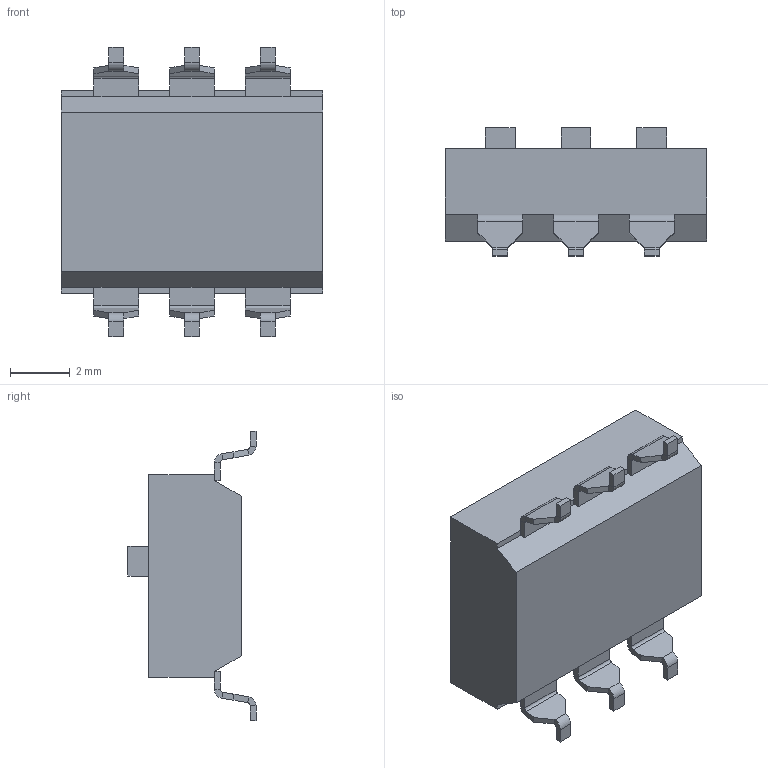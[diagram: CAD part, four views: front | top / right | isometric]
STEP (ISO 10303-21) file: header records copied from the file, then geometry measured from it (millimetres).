
FILE_DESCRIPTION (( 'STEP AP214' ), '1' );
FILE_NAME ('KLS7-KL-03.STEP', '2024-01-31T14:14:26', ( '' ), ( '' ), 'SwSTEP 2.0', 'SolidWorks 2023', '' );
FILE_SCHEMA (( 'AUTOMOTIVE_DESIGN' ));
Length unit declared in the file: millimetre
Products named in the file (1): KLS7-KL-03
Bounding box: 8.78 x 4.3 x 9.69 mm (x, y, z)
Volume: 179 mm3; surface area: 278 mm2
Topology: 7 solids, 7 shells, 211 faces, 480 edges, 286 vertices
Faces by surface type: plane 187, cylinder 24
Entity records: 8104 total; most frequent: CARTESIAN_POINT 978, ORIENTED_EDGE 960, DIRECTION 952, EDGE_CURVE 480, VECTOR 432, LINE 432, VERTEX_POINT 286, AXIS2_PLACEMENT_3D 260
